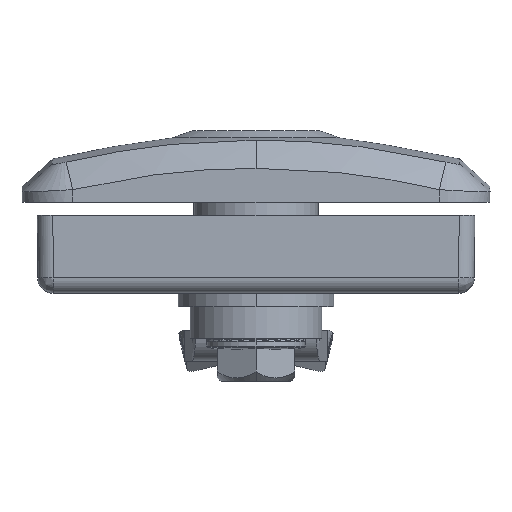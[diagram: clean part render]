
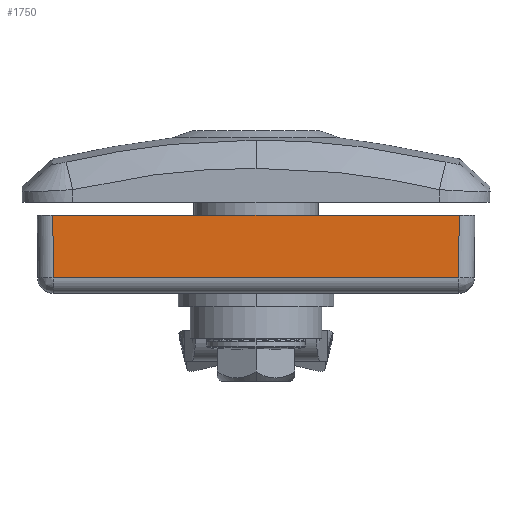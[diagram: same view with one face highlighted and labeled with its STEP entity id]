
A CAD part, front view. The second image highlights one B-rep face of the part: STEP entity #1750.
In plain terms, the highlighted planar face has unit normal (0, -1, -0.007).
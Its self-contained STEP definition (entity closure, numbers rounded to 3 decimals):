
#3 = DIRECTION ( 'NONE',  ( 0., 0.007, -1. ) ) ;
#712 = CARTESIAN_POINT ( 'NONE',  ( 13.8, -42.14, -1.691 ) ) ;
#881 = CARTESIAN_POINT ( 'NONE',  ( 40., -42.084, -9.745 ) ) ;
#1358 = EDGE_CURVE ( 'NONE', #4656, #3489, #4752, .T. ) ;
#1541 = ORIENTED_EDGE ( 'NONE', *, *, #6369, .F. ) ;
#1568 = AXIS2_PLACEMENT_3D ( 'NONE', #3829, #4787, #3 ) ;
#1728 = VECTOR ( 'NONE', #5444, 1000. ) ;
#1750 = ADVANCED_FACE ( 'NONE', ( #8511 ), #9253, .T. ) ;
#1813 = CARTESIAN_POINT ( 'NONE',  ( 40., -42.14, -1.691 ) ) ;
#3078 = VECTOR ( 'NONE', #8553, 1000. ) ;
#3081 = DIRECTION ( 'NONE',  ( 0.007, 0.007, -1. ) ) ;
#3130 = LINE ( 'NONE', #6137, #9723 ) ;
#3489 = VERTEX_POINT ( 'NONE', #8282 ) ;
#3798 = ORIENTED_EDGE ( 'NONE', *, *, #4014, .T. ) ;
#3829 = CARTESIAN_POINT ( 'NONE',  ( 11.86, -42.07, -11.741 ) ) ;
#4014 = EDGE_CURVE ( 'NONE', #5001, #3489, #3130, .T. ) ;
#4505 = ORIENTED_EDGE ( 'NONE', *, *, #1358, .F. ) ;
#4656 = VERTEX_POINT ( 'NONE', #4906 ) ;
#4752 = LINE ( 'NONE', #881, #1728 ) ;
#4787 = DIRECTION ( 'NONE',  ( 0., -1., -0.007 ) ) ;
#4906 = CARTESIAN_POINT ( 'NONE',  ( 66.144, -42.084, -9.745 ) ) ;
#5001 = VERTEX_POINT ( 'NONE', #712 ) ;
#5219 = EDGE_CURVE ( 'NONE', #9768, #4656, #5481, .T. ) ;
#5444 = DIRECTION ( 'NONE',  ( -1., 0., 0. ) ) ;
#5481 = LINE ( 'NONE', #9900, #3078 ) ;
#5723 = DIRECTION ( 'NONE',  ( 1., 0., 0. ) ) ;
#5810 = CARTESIAN_POINT ( 'NONE',  ( 66.2, -42.14, -1.691 ) ) ;
#6137 = CARTESIAN_POINT ( 'NONE',  ( 13.8, -42.14, -1.691 ) ) ;
#6243 = ORIENTED_EDGE ( 'NONE', *, *, #5219, .F. ) ;
#6369 = EDGE_CURVE ( 'NONE', #5001, #9768, #7987, .T. ) ;
#7404 = VECTOR ( 'NONE', #5723, 1000. ) ;
#7987 = LINE ( 'NONE', #1813, #7404 ) ;
#8282 = CARTESIAN_POINT ( 'NONE',  ( 13.856, -42.084, -9.745 ) ) ;
#8289 = EDGE_LOOP ( 'NONE', ( #4505, #6243, #1541, #3798 ) ) ;
#8511 = FACE_OUTER_BOUND ( 'NONE', #8289, .T. ) ;
#8553 = DIRECTION ( 'NONE',  ( -0.007, 0.007, -1. ) ) ;
#9253 = PLANE ( 'NONE',  #1568 ) ;
#9723 = VECTOR ( 'NONE', #3081, 1000. ) ;
#9768 = VERTEX_POINT ( 'NONE', #5810 ) ;
#9900 = CARTESIAN_POINT ( 'NONE',  ( 66.127, -42.067, -12.12 ) ) ;
